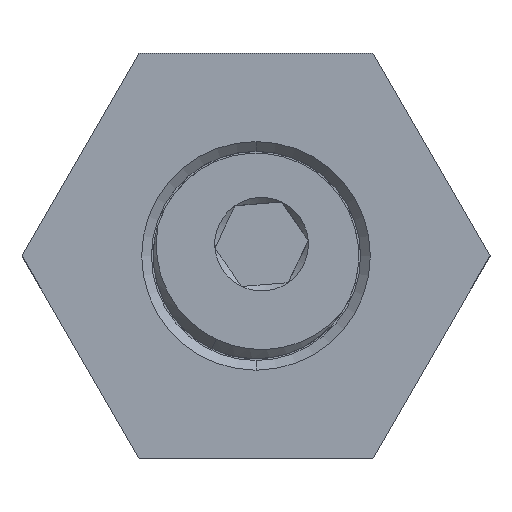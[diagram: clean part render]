
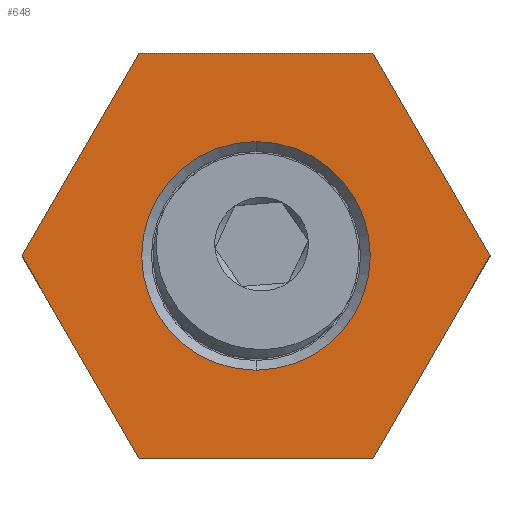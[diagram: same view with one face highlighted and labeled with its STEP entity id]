
A CAD part, top view. The second image highlights one B-rep face of the part: STEP entity #648.
In plain terms, the highlighted face is planar.
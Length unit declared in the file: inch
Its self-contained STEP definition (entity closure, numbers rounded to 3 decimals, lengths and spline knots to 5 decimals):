
#52 = CARTESIAN_POINT ( 'NONE',  ( 0., 0.19, -0.17625 ) ) ;
#85 = EDGE_CURVE ( 'NONE', #825, #2252, #2902, .T. ) ;
#115 = LINE ( 'NONE', #2429, #2035 ) ;
#118 = DIRECTION ( 'NONE',  ( 0., 0., -1. ) ) ;
#130 = CARTESIAN_POINT ( 'NONE',  ( 0., 0.19, 0. ) ) ;
#209 = CIRCLE ( 'NONE', #1984, 0.17625 ) ;
#250 = FACE_OUTER_BOUND ( 'NONE', #1663, .T. ) ;
#310 = DIRECTION ( 'NONE',  ( 0.5, 0., -0.866 ) ) ;
#358 = EDGE_CURVE ( 'NONE', #2252, #1109, #115, .T. ) ;
#441 = CARTESIAN_POINT ( 'NONE',  ( -0.18042, 0.19, 0.3125 ) ) ;
#541 = EDGE_CURVE ( 'NONE', #2804, #825, #2471, .T. ) ;
#561 = VECTOR ( 'NONE', #2723, 39.37008 ) ;
#648 = ADVANCED_FACE ( 'NONE', ( #1684, #250 ), #2224, .F. ) ;
#701 = DIRECTION ( 'NONE',  ( -0.5, 0., -0.866 ) ) ;
#809 = CARTESIAN_POINT ( 'NONE',  ( 0., 0.19, 0. ) ) ;
#825 = VERTEX_POINT ( 'NONE', #1483 ) ;
#906 = CARTESIAN_POINT ( 'NONE',  ( 0.18042, 0.19, 0.3125 ) ) ;
#1019 = EDGE_CURVE ( 'NONE', #2460, #2804, #1235, .T. ) ;
#1109 = VERTEX_POINT ( 'NONE', #1228 ) ;
#1217 = VECTOR ( 'NONE', #310, 39.37008 ) ;
#1228 = CARTESIAN_POINT ( 'NONE',  ( -0.36084, 0.19, 0. ) ) ;
#1235 = LINE ( 'NONE', #2710, #2342 ) ;
#1354 = CARTESIAN_POINT ( 'NONE',  ( 0.36084, 0.19, 0. ) ) ;
#1387 = VECTOR ( 'NONE', #1938, 39.37008 ) ;
#1483 = CARTESIAN_POINT ( 'NONE',  ( 0.18042, 0.19, 0.3125 ) ) ;
#1529 = CARTESIAN_POINT ( 'NONE',  ( 0., 0.19, 0. ) ) ;
#1652 = ORIENTED_EDGE ( 'NONE', *, *, #3012, .T. ) ;
#1663 = EDGE_LOOP ( 'NONE', ( #2776, #2809, #2189, #1734, #2847, #3510 ) ) ;
#1684 = FACE_BOUND ( 'NONE', #2432, .T. ) ;
#1692 = AXIS2_PLACEMENT_3D ( 'NONE', #1529, #3570, #118 ) ;
#1727 = CARTESIAN_POINT ( 'NONE',  ( -0.36084, 0.19, 0. ) ) ;
#1734 = ORIENTED_EDGE ( 'NONE', *, *, #1019, .F. ) ;
#1938 = DIRECTION ( 'NONE',  ( -0.5, 0., 0.866 ) ) ;
#1984 = AXIS2_PLACEMENT_3D ( 'NONE', #130, #3513, #2937 ) ;
#2004 = LINE ( 'NONE', #1727, #1217 ) ;
#2035 = VECTOR ( 'NONE', #701, 39.37008 ) ;
#2052 = VERTEX_POINT ( 'NONE', #2871 ) ;
#2078 = DIRECTION ( 'NONE',  ( -1., 0., 0. ) ) ;
#2189 = ORIENTED_EDGE ( 'NONE', *, *, #541, .F. ) ;
#2224 = PLANE ( 'NONE',  #3342 ) ;
#2252 = VERTEX_POINT ( 'NONE', #441 ) ;
#2342 = VECTOR ( 'NONE', #2422, 39.37008 ) ;
#2349 = VERTEX_POINT ( 'NONE', #3347 ) ;
#2422 = DIRECTION ( 'NONE',  ( 0.5, 0., 0.866 ) ) ;
#2429 = CARTESIAN_POINT ( 'NONE',  ( -0.18042, 0.19, 0.3125 ) ) ;
#2432 = EDGE_LOOP ( 'NONE', ( #1652, #2653 ) ) ;
#2460 = VERTEX_POINT ( 'NONE', #2627 ) ;
#2471 = LINE ( 'NONE', #1354, #1387 ) ;
#2526 = DIRECTION ( 'NONE',  ( 0., -1., 0. ) ) ;
#2627 = CARTESIAN_POINT ( 'NONE',  ( 0.18042, 0.19, -0.3125 ) ) ;
#2653 = ORIENTED_EDGE ( 'NONE', *, *, #2725, .T. ) ;
#2669 = CARTESIAN_POINT ( 'NONE',  ( -0.18042, 0.19, -0.3125 ) ) ;
#2710 = CARTESIAN_POINT ( 'NONE',  ( 0.18042, 0.19, -0.3125 ) ) ;
#2711 = EDGE_CURVE ( 'NONE', #2052, #2460, #2964, .T. ) ;
#2723 = DIRECTION ( 'NONE',  ( 1., 0., 0. ) ) ;
#2725 = EDGE_CURVE ( 'NONE', #3043, #2349, #3584, .T. ) ;
#2776 = ORIENTED_EDGE ( 'NONE', *, *, #358, .F. ) ;
#2804 = VERTEX_POINT ( 'NONE', #3634 ) ;
#2809 = ORIENTED_EDGE ( 'NONE', *, *, #85, .F. ) ;
#2847 = ORIENTED_EDGE ( 'NONE', *, *, #2711, .F. ) ;
#2871 = CARTESIAN_POINT ( 'NONE',  ( -0.18042, 0.19, -0.3125 ) ) ;
#2902 = LINE ( 'NONE', #906, #3046 ) ;
#2937 = DIRECTION ( 'NONE',  ( 0., 0., -1. ) ) ;
#2964 = LINE ( 'NONE', #2669, #561 ) ;
#3012 = EDGE_CURVE ( 'NONE', #2349, #3043, #209, .T. ) ;
#3043 = VERTEX_POINT ( 'NONE', #52 ) ;
#3046 = VECTOR ( 'NONE', #2078, 39.37008 ) ;
#3308 = EDGE_CURVE ( 'NONE', #1109, #2052, #2004, .T. ) ;
#3342 = AXIS2_PLACEMENT_3D ( 'NONE', #809, #2526, #3654 ) ;
#3347 = CARTESIAN_POINT ( 'NONE',  ( 0., 0.19, 0.17625 ) ) ;
#3510 = ORIENTED_EDGE ( 'NONE', *, *, #3308, .F. ) ;
#3513 = DIRECTION ( 'NONE',  ( 0., -1., 0. ) ) ;
#3570 = DIRECTION ( 'NONE',  ( 0., -1., 0. ) ) ;
#3584 = CIRCLE ( 'NONE', #1692, 0.17625 ) ;
#3634 = CARTESIAN_POINT ( 'NONE',  ( 0.36084, 0.19, 0. ) ) ;
#3654 = DIRECTION ( 'NONE',  ( 0., 0., -1. ) ) ;
